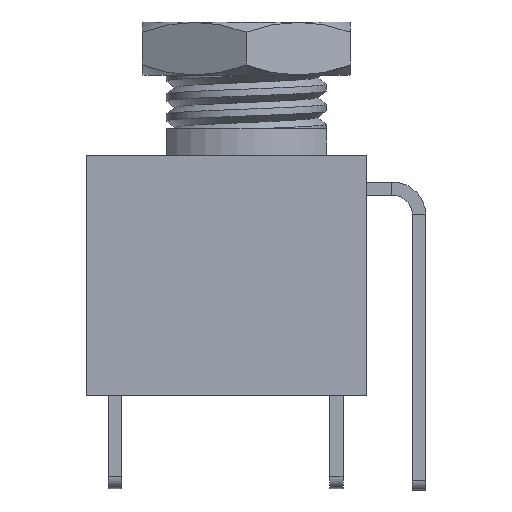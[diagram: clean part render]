
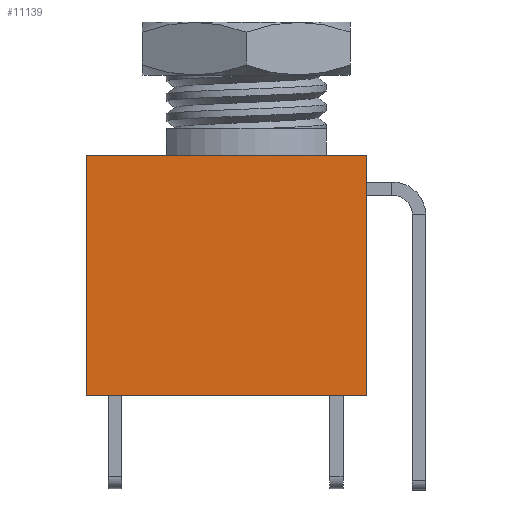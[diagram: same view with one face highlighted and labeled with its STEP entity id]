
A CAD part, left-side view. The second image highlights one B-rep face of the part: STEP entity #11139.
In plain terms, the highlighted planar face has unit normal (-1, 0, 0).
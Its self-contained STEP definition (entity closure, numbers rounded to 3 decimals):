
#9550 = VERTEX_POINT('',#9551);
#9551 = CARTESIAN_POINT('',(-4.5,6.,0.));
#9560 = PLANE('',#9561);
#9561 = AXIS2_PLACEMENT_3D('',#9562,#9563,#9564);
#9562 = CARTESIAN_POINT('',(-4.5,6.,0.));
#9563 = DIRECTION('',(0.,1.,0.));
#9564 = DIRECTION('',(1.,0.,0.));
#9572 = PLANE('',#9573);
#9573 = AXIS2_PLACEMENT_3D('',#9574,#9575,#9576);
#9574 = CARTESIAN_POINT('',(0.,0.75,0.));
#9575 = DIRECTION('',(-0.,-0.,-1.));
#9576 = DIRECTION('',(-1.,0.,0.));
#9584 = EDGE_CURVE('',#9550,#9585,#9587,.T.);
#9585 = VERTEX_POINT('',#9586);
#9586 = CARTESIAN_POINT('',(-4.5,6.,9.));
#9587 = SURFACE_CURVE('',#9588,(#9592,#9599),.PCURVE_S1.);
#9588 = LINE('',#9589,#9590);
#9589 = CARTESIAN_POINT('',(-4.5,6.,0.));
#9590 = VECTOR('',#9591,1.);
#9591 = DIRECTION('',(0.,0.,1.));
#9592 = PCURVE('',#9560,#9593);
#9593 = DEFINITIONAL_REPRESENTATION('',(#9594),#9598);
#9594 = LINE('',#9595,#9596);
#9595 = CARTESIAN_POINT('',(0.,0.));
#9596 = VECTOR('',#9597,1.);
#9597 = DIRECTION('',(0.,-1.));
#9598 = ( GEOMETRIC_REPRESENTATION_CONTEXT(2) 
PARAMETRIC_REPRESENTATION_CONTEXT() REPRESENTATION_CONTEXT('2D SPACE',''
  ) );
#9599 = PCURVE('',#9600,#9605);
#9600 = PLANE('',#9601);
#9601 = AXIS2_PLACEMENT_3D('',#9602,#9603,#9604);
#9602 = CARTESIAN_POINT('',(-4.5,-4.5,0.));
#9603 = DIRECTION('',(-1.,0.,0.));
#9604 = DIRECTION('',(0.,1.,0.));
#9605 = DEFINITIONAL_REPRESENTATION('',(#9606),#9610);
#9606 = LINE('',#9607,#9608);
#9607 = CARTESIAN_POINT('',(10.5,0.));
#9608 = VECTOR('',#9609,1.);
#9609 = DIRECTION('',(0.,-1.));
#9610 = ( GEOMETRIC_REPRESENTATION_CONTEXT(2) 
PARAMETRIC_REPRESENTATION_CONTEXT() REPRESENTATION_CONTEXT('2D SPACE',''
  ) );
#9628 = PLANE('',#9629);
#9629 = AXIS2_PLACEMENT_3D('',#9630,#9631,#9632);
#9630 = CARTESIAN_POINT('',(0.,0.75,9.));
#9631 = DIRECTION('',(-0.,-0.,-1.));
#9632 = DIRECTION('',(-1.,0.,0.));
#9801 = VERTEX_POINT('',#9802);
#9802 = CARTESIAN_POINT('',(-4.5,-4.5,0.));
#9816 = PLANE('',#9817);
#9817 = AXIS2_PLACEMENT_3D('',#9818,#9819,#9820);
#9818 = CARTESIAN_POINT('',(4.5,-4.5,0.));
#9819 = DIRECTION('',(0.,-1.,0.));
#9820 = DIRECTION('',(-1.,0.,0.));
#9828 = EDGE_CURVE('',#9801,#9550,#9829,.T.);
#9829 = SURFACE_CURVE('',#9830,(#9834,#9841),.PCURVE_S1.);
#9830 = LINE('',#9831,#9832);
#9831 = CARTESIAN_POINT('',(-4.5,-4.5,0.));
#9832 = VECTOR('',#9833,1.);
#9833 = DIRECTION('',(0.,1.,0.));
#9834 = PCURVE('',#9572,#9835);
#9835 = DEFINITIONAL_REPRESENTATION('',(#9836),#9840);
#9836 = LINE('',#9837,#9838);
#9837 = CARTESIAN_POINT('',(4.5,-5.25));
#9838 = VECTOR('',#9839,1.);
#9839 = DIRECTION('',(0.,1.));
#9840 = ( GEOMETRIC_REPRESENTATION_CONTEXT(2) 
PARAMETRIC_REPRESENTATION_CONTEXT() REPRESENTATION_CONTEXT('2D SPACE',''
  ) );
#9841 = PCURVE('',#9600,#9842);
#9842 = DEFINITIONAL_REPRESENTATION('',(#9843),#9847);
#9843 = LINE('',#9844,#9845);
#9844 = CARTESIAN_POINT('',(0.,0.));
#9845 = VECTOR('',#9846,1.);
#9846 = DIRECTION('',(1.,0.));
#9847 = ( GEOMETRIC_REPRESENTATION_CONTEXT(2) 
PARAMETRIC_REPRESENTATION_CONTEXT() REPRESENTATION_CONTEXT('2D SPACE',''
  ) );
#10494 = VERTEX_POINT('',#10495);
#10495 = CARTESIAN_POINT('',(-4.5,-4.5,9.));
#10516 = EDGE_CURVE('',#10494,#9585,#10517,.T.);
#10517 = SURFACE_CURVE('',#10518,(#10522,#10529),.PCURVE_S1.);
#10518 = LINE('',#10519,#10520);
#10519 = CARTESIAN_POINT('',(-4.5,-4.5,9.));
#10520 = VECTOR('',#10521,1.);
#10521 = DIRECTION('',(0.,1.,0.));
#10522 = PCURVE('',#9628,#10523);
#10523 = DEFINITIONAL_REPRESENTATION('',(#10524),#10528);
#10524 = LINE('',#10525,#10526);
#10525 = CARTESIAN_POINT('',(4.5,-5.25));
#10526 = VECTOR('',#10527,1.);
#10527 = DIRECTION('',(0.,1.));
#10528 = ( GEOMETRIC_REPRESENTATION_CONTEXT(2) 
PARAMETRIC_REPRESENTATION_CONTEXT() REPRESENTATION_CONTEXT('2D SPACE',''
  ) );
#10529 = PCURVE('',#9600,#10530);
#10530 = DEFINITIONAL_REPRESENTATION('',(#10531),#10535);
#10531 = LINE('',#10532,#10533);
#10532 = CARTESIAN_POINT('',(0.,-9.));
#10533 = VECTOR('',#10534,1.);
#10534 = DIRECTION('',(1.,0.));
#10535 = ( GEOMETRIC_REPRESENTATION_CONTEXT(2) 
PARAMETRIC_REPRESENTATION_CONTEXT() REPRESENTATION_CONTEXT('2D SPACE',''
  ) );
#11139 = ADVANCED_FACE('',(#11140),#9600,.T.);
#11140 = FACE_BOUND('',#11141,.T.);
#11141 = EDGE_LOOP('',(#11142,#11163,#11164,#11165));
#11142 = ORIENTED_EDGE('',*,*,#11143,.T.);
#11143 = EDGE_CURVE('',#9801,#10494,#11144,.T.);
#11144 = SURFACE_CURVE('',#11145,(#11149,#11156),.PCURVE_S1.);
#11145 = LINE('',#11146,#11147);
#11146 = CARTESIAN_POINT('',(-4.5,-4.5,0.));
#11147 = VECTOR('',#11148,1.);
#11148 = DIRECTION('',(0.,0.,1.));
#11149 = PCURVE('',#9600,#11150);
#11150 = DEFINITIONAL_REPRESENTATION('',(#11151),#11155);
#11151 = LINE('',#11152,#11153);
#11152 = CARTESIAN_POINT('',(0.,0.));
#11153 = VECTOR('',#11154,1.);
#11154 = DIRECTION('',(0.,-1.));
#11155 = ( GEOMETRIC_REPRESENTATION_CONTEXT(2) 
PARAMETRIC_REPRESENTATION_CONTEXT() REPRESENTATION_CONTEXT('2D SPACE',''
  ) );
#11156 = PCURVE('',#9816,#11157);
#11157 = DEFINITIONAL_REPRESENTATION('',(#11158),#11162);
#11158 = LINE('',#11159,#11160);
#11159 = CARTESIAN_POINT('',(9.,0.));
#11160 = VECTOR('',#11161,1.);
#11161 = DIRECTION('',(0.,-1.));
#11162 = ( GEOMETRIC_REPRESENTATION_CONTEXT(2) 
PARAMETRIC_REPRESENTATION_CONTEXT() REPRESENTATION_CONTEXT('2D SPACE',''
  ) );
#11163 = ORIENTED_EDGE('',*,*,#10516,.T.);
#11164 = ORIENTED_EDGE('',*,*,#9584,.F.);
#11165 = ORIENTED_EDGE('',*,*,#9828,.F.);
